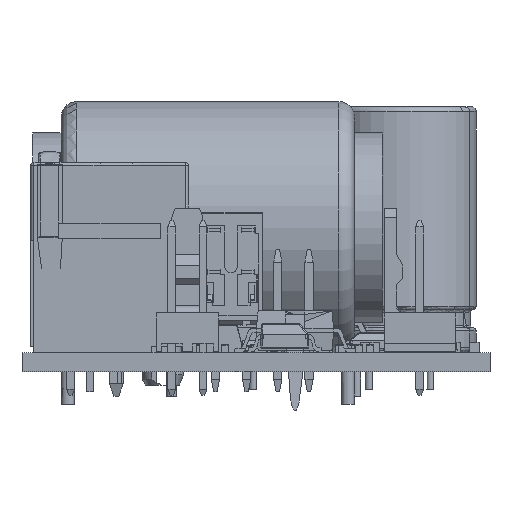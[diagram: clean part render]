
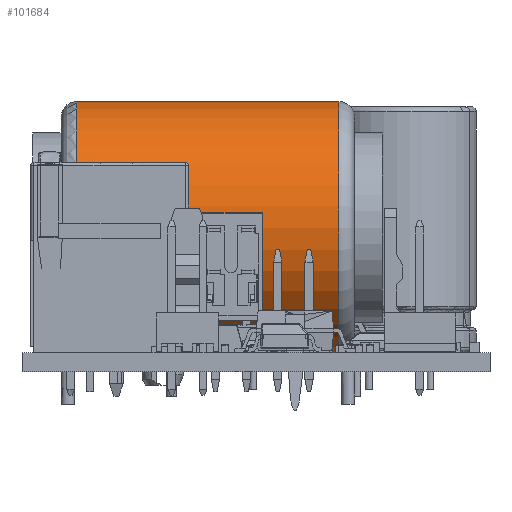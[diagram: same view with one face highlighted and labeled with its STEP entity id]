
A CAD part, front view. The second image highlights one B-rep face of the part: STEP entity #101684.
In plain terms, the highlighted cylindrical face has radius 10.287 mm (diameter 20.574 mm), a full revolution.
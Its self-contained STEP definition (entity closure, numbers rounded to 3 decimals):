
#101654 = VERTEX_POINT('',#101655);
#101655 = CARTESIAN_POINT('',(10.668,0.,10.287));
#101662 = EDGE_CURVE('',#101654,#101663,#101665,.T.);
#101663 = VERTEX_POINT('',#101664);
#101664 = CARTESIAN_POINT('',(10.668,-10.287,0.));
#101665 = CIRCLE('',#101666,10.287);
#101666 = AXIS2_PLACEMENT_3D('',#101667,#101668,#101669);
#101667 = CARTESIAN_POINT('',(10.668,0.,0.));
#101668 = DIRECTION('',(1.,0.,0.));
#101669 = DIRECTION('',(0.,-1.,0.));
#101671 = EDGE_CURVE('',#101663,#101654,#101672,.T.);
#101672 = CIRCLE('',#101673,10.287);
#101673 = AXIS2_PLACEMENT_3D('',#101674,#101675,#101676);
#101674 = CARTESIAN_POINT('',(10.668,0.,0.));
#101675 = DIRECTION('',(1.,0.,0.));
#101676 = DIRECTION('',(0.,-1.,0.));
#101684 = ADVANCED_FACE('',(#101685),#101713,.T.);
#101685 = FACE_BOUND('',#101686,.T.);
#101686 = EDGE_LOOP('',(#101687,#101688,#101689,#101696,#101705,#101712)
  );
#101687 = ORIENTED_EDGE('',*,*,#101671,.F.);
#101688 = ORIENTED_EDGE('',*,*,#101662,.F.);
#101689 = ORIENTED_EDGE('',*,*,#101690,.F.);
#101690 = EDGE_CURVE('',#101691,#101654,#101693,.T.);
#101691 = VERTEX_POINT('',#101692);
#101692 = CARTESIAN_POINT('',(-10.668,0.,10.287));
#101693 = B_SPLINE_CURVE_WITH_KNOTS('',1,(#101694,#101695),
  .UNSPECIFIED.,.F.,.F.,(2,2),(1.27,22.606),.PIECEWISE_BEZIER_KNOTS.);
#101694 = CARTESIAN_POINT('',(-10.668,0.,10.287));
#101695 = CARTESIAN_POINT('',(10.668,0.,10.287));
#101696 = ORIENTED_EDGE('',*,*,#101697,.F.);
#101697 = EDGE_CURVE('',#101698,#101691,#101700,.T.);
#101698 = VERTEX_POINT('',#101699);
#101699 = CARTESIAN_POINT('',(-10.668,10.287,0.));
#101700 = CIRCLE('',#101701,10.287);
#101701 = AXIS2_PLACEMENT_3D('',#101702,#101703,#101704);
#101702 = CARTESIAN_POINT('',(-10.668,0.,0.));
#101703 = DIRECTION('',(-1.,0.,0.));
#101704 = DIRECTION('',(0.,1.,0.));
#101705 = ORIENTED_EDGE('',*,*,#101706,.F.);
#101706 = EDGE_CURVE('',#101691,#101698,#101707,.T.);
#101707 = CIRCLE('',#101708,10.287);
#101708 = AXIS2_PLACEMENT_3D('',#101709,#101710,#101711);
#101709 = CARTESIAN_POINT('',(-10.668,0.,0.));
#101710 = DIRECTION('',(-1.,0.,0.));
#101711 = DIRECTION('',(0.,1.,0.));
#101712 = ORIENTED_EDGE('',*,*,#101690,.T.);
#101713 = CYLINDRICAL_SURFACE('',#101714,10.287);
#101714 = AXIS2_PLACEMENT_3D('',#101715,#101716,#101717);
#101715 = CARTESIAN_POINT('',(-11.938,0.,0.));
#101716 = DIRECTION('',(1.,0.,0.));
#101717 = DIRECTION('',(0.,-1.,0.));
